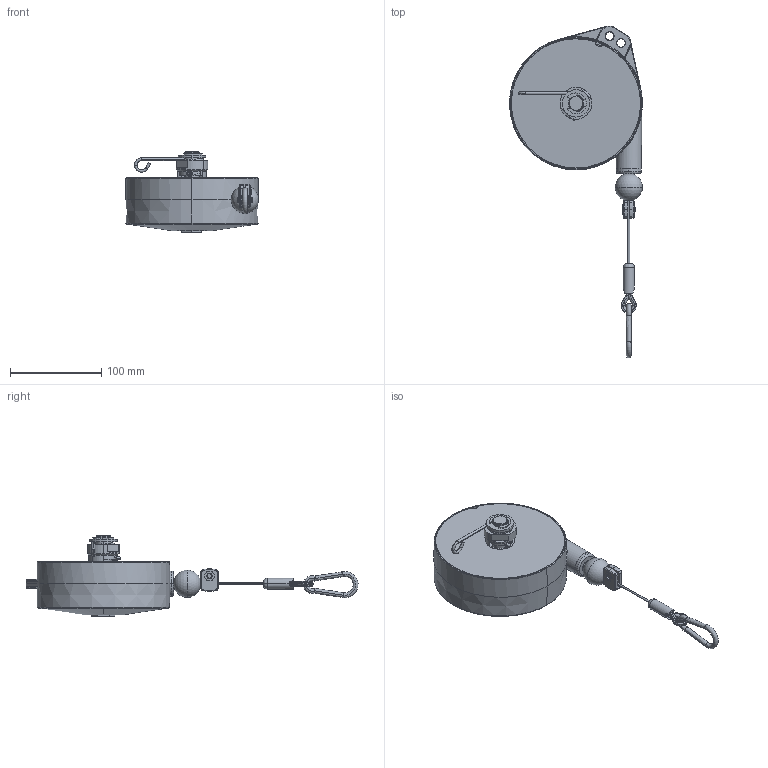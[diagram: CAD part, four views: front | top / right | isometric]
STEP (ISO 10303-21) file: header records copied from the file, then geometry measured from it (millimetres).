
FILE_DESCRIPTION (( 'STEP AP214' ), '1' );
FILE_NAME ('0014036.step', '2023-02-15T14:13:40', ( '' ), ( '' ), 'SwSTEP 2.0', 'SolidWorks 2020', '' );
FILE_SCHEMA (( 'AUTOMOTIVE_DESIGN' ));
Length unit declared in the file: millimetre
Products named in the file (1): 0014036
Bounding box: 145.93 x 364.76 x 88 mm (x, y, z)
Surface area: 112957.7 mm2 (no closed solid volume)
Topology: 0 solids, 21 shells, 418 faces, 1131 edges, 709 vertices
Faces by surface type: cylinder 142, torus 106, plane 104, cone 33, bspline 30, sphere 3
Entity records: 27750 total; most frequent: CARTESIAN_POINT 13059, DIRECTION 2154, ORIENTED_EDGE 2006, EDGE_CURVE 1117, AXIS2_PLACEMENT_3D 884, VERTEX_POINT 707, CIRCLE 495, EDGE_LOOP 446
